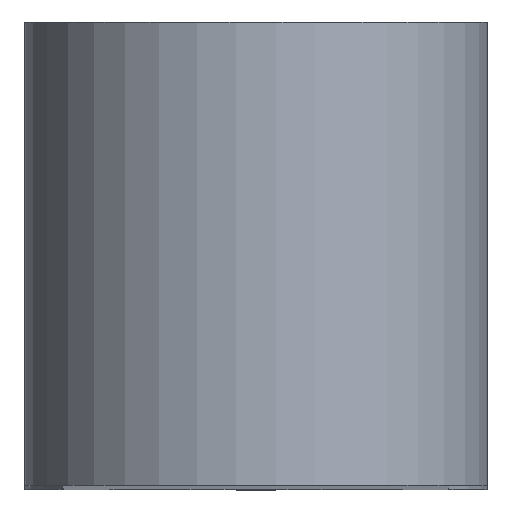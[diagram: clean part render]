
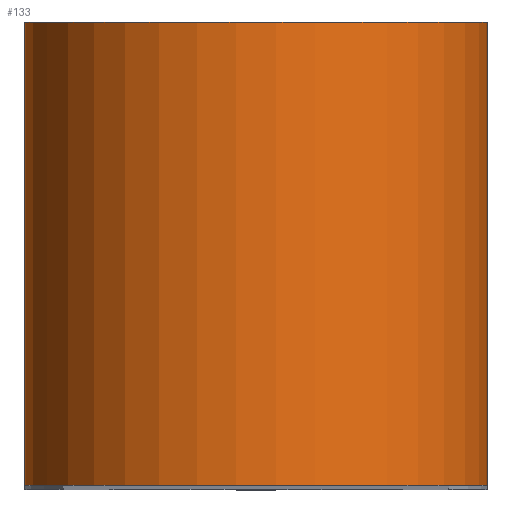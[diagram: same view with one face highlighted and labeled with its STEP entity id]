
A CAD part, top view. The second image highlights one B-rep face of the part: STEP entity #133.
In plain terms, the highlighted cylindrical face has radius 3 mm (diameter 6 mm), a partial arc.
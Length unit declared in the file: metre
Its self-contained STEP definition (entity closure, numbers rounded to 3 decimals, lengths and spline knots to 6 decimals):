
#12=CIRCLE('',#155,0.003);
#13=CIRCLE('',#156,0.003);
#20=CYLINDRICAL_SURFACE('',#154,0.003);
#28=ORIENTED_EDGE('',*,*,#60,.T.);
#29=ORIENTED_EDGE('',*,*,#61,.F.);
#30=ORIENTED_EDGE('',*,*,#62,.F.);
#31=ORIENTED_EDGE('',*,*,#57,.T.);
#57=EDGE_CURVE('',#74,#73,#85,.T.);
#60=EDGE_CURVE('',#73,#76,#12,.T.);
#61=EDGE_CURVE('',#77,#76,#88,.T.);
#62=EDGE_CURVE('',#74,#77,#13,.T.);
#73=VERTEX_POINT('',#215);
#74=VERTEX_POINT('',#217);
#76=VERTEX_POINT('',#223);
#77=VERTEX_POINT('',#225);
#85=LINE('',#216,#93);
#88=LINE('',#224,#96);
#93=VECTOR('',#174,1.);
#96=VECTOR('',#181,1.);
#101=EDGE_LOOP('',(#28,#29,#30,#31));
#115=FACE_BOUND('',#101,.T.);
#133=ADVANCED_FACE('',(#115),#20,.T.);
#154=AXIS2_PLACEMENT_3D('',#221,#177,#178);
#155=AXIS2_PLACEMENT_3D('',#222,#179,#180);
#156=AXIS2_PLACEMENT_3D('',#226,#182,#183);
#174=DIRECTION('',(0.,1.,0.));
#177=DIRECTION('',(0.,1.,0.));
#178=DIRECTION('',(0.,0.,1.));
#179=DIRECTION('',(0.,-1.,0.));
#180=DIRECTION('',(0.,0.,-1.));
#181=DIRECTION('',(0.,1.,0.));
#182=DIRECTION('',(0.,-1.,0.));
#183=DIRECTION('',(0.,0.,-1.));
#215=CARTESIAN_POINT('',(0.005,0.,0.028342));
#216=CARTESIAN_POINT('',(0.005,-0.006,0.028342));
#217=CARTESIAN_POINT('',(0.005,-0.006,0.028342));
#221=CARTESIAN_POINT('',(0.0025,-0.006,0.03));
#222=CARTESIAN_POINT('',(0.0025,0.,0.03));
#223=CARTESIAN_POINT('',(0.,0.,0.028342));
#224=CARTESIAN_POINT('',(0.,-0.006,0.028342));
#225=CARTESIAN_POINT('',(0.,-0.006,0.028342));
#226=CARTESIAN_POINT('',(0.0025,-0.006,0.03));
